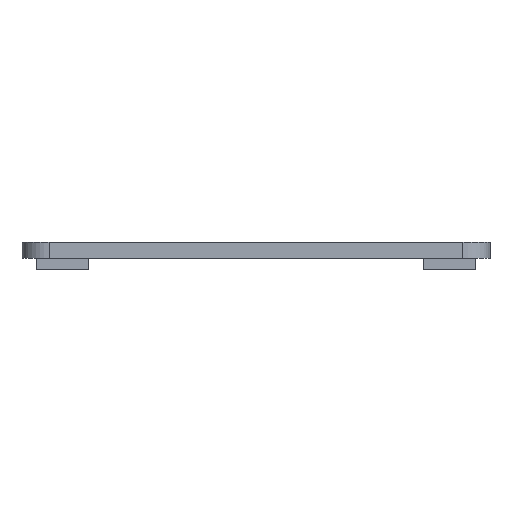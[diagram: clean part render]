
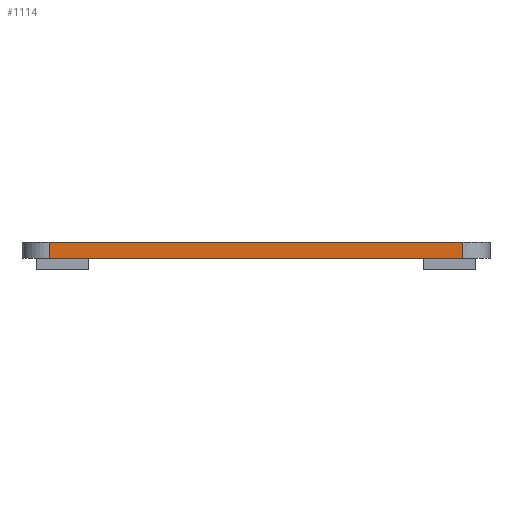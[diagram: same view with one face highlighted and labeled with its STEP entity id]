
A CAD part, left-side view. The second image highlights one B-rep face of the part: STEP entity #1114.
In plain terms, the highlighted planar face has unit normal (-1, 0, 0).
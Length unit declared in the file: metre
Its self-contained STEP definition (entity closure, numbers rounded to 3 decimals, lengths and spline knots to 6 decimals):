
#51=LINE('',#1667,#175);
#99=LINE('',#1797,#223);
#100=LINE('',#1799,#224);
#101=LINE('',#1801,#225);
#175=VECTOR('',#1321,1.);
#223=VECTOR('',#1435,1.);
#224=VECTOR('',#1436,1.);
#225=VECTOR('',#1437,1.);
#390=ORIENTED_EDGE('',*,*,#640,.F.);
#391=ORIENTED_EDGE('',*,*,#704,.T.);
#392=ORIENTED_EDGE('',*,*,#705,.T.);
#393=ORIENTED_EDGE('',*,*,#706,.T.);
#640=EDGE_CURVE('',#804,#805,#51,.T.);
#704=EDGE_CURVE('',#804,#854,#99,.T.);
#705=EDGE_CURVE('',#854,#855,#100,.T.);
#706=EDGE_CURVE('',#855,#805,#101,.F.);
#804=VERTEX_POINT('',#1666);
#805=VERTEX_POINT('',#1668);
#854=VERTEX_POINT('',#1798);
#855=VERTEX_POINT('',#1800);
#940=EDGE_LOOP('',(#390,#391,#392,#393));
#1008=FACE_BOUND('',#940,.T.);
#1065=PLANE('',#1217);
#1114=ADVANCED_FACE('',(#1008),#1065,.F.);
#1217=AXIS2_PLACEMENT_3D('',#1796,#1433,#1434);
#1321=DIRECTION('',(0.,-1.,0.));
#1433=DIRECTION('',(1.,0.,0.));
#1434=DIRECTION('',(0.,0.,-1.));
#1435=DIRECTION('',(0.,0.,-1.));
#1436=DIRECTION('',(0.,-1.,0.));
#1437=DIRECTION('',(0.,0.,-1.));
#1666=CARTESIAN_POINT('',(-0.072048,0.038718,0.019));
#1667=CARTESIAN_POINT('',(-0.072048,0.,0.019));
#1668=CARTESIAN_POINT('',(-0.072048,-0.038718,0.019));
#1796=CARTESIAN_POINT('',(-0.072048,0.,0.019));
#1797=CARTESIAN_POINT('',(-0.072048,0.038718,0.019));
#1798=CARTESIAN_POINT('',(-0.072048,0.038718,0.016));
#1799=CARTESIAN_POINT('',(-0.072048,0.,0.016));
#1800=CARTESIAN_POINT('',(-0.072048,-0.038718,0.016));
#1801=CARTESIAN_POINT('',(-0.072048,-0.038718,0.019));
